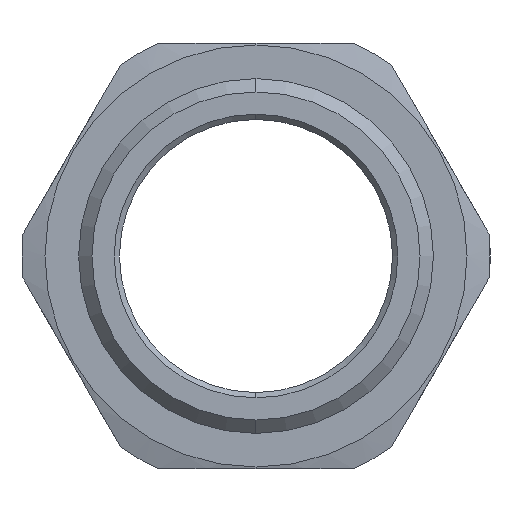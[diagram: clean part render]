
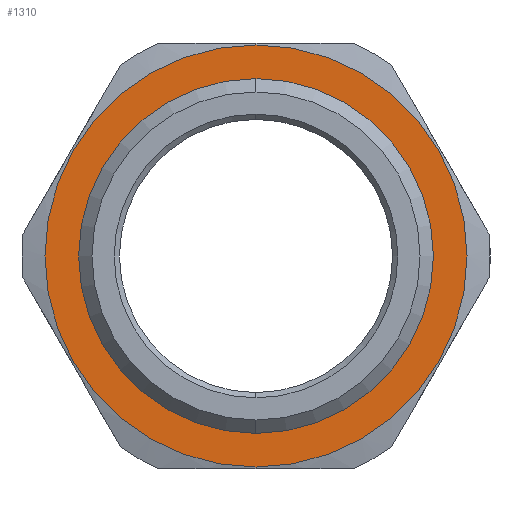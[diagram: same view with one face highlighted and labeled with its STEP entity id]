
A CAD part, left-side view. The second image highlights one B-rep face of the part: STEP entity #1310.
In plain terms, the highlighted planar face has unit normal (-1, 0, 0).
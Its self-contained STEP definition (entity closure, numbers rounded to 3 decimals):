
#256 = VERTEX_POINT ( 'NONE', #1971 ) ;
#680 = DIRECTION ( 'NONE',  ( 1., 0., 0. ) ) ;
#724 = CARTESIAN_POINT ( 'NONE',  ( 15.3, 0., 0. ) ) ;
#802 = CIRCLE ( 'NONE', #8934, 11.9 ) ;
#846 = EDGE_CURVE ( 'NONE', #256, #4456, #9295, .T. ) ;
#1117 = DIRECTION ( 'NONE',  ( 0., 0., -1. ) ) ;
#1232 = ORIENTED_EDGE ( 'NONE', *, *, #7014, .F. ) ;
#1310 = ADVANCED_FACE ( 'NONE', ( #3212, #4557 ), #5974, .F. ) ;
#1482 = DIRECTION ( 'NONE',  ( -1., 0., 0. ) ) ;
#1707 = VERTEX_POINT ( 'NONE', #2286 ) ;
#1971 = CARTESIAN_POINT ( 'NONE',  ( 15.3, 0., 11.9 ) ) ;
#2139 = CARTESIAN_POINT ( 'NONE',  ( 15.3, 0., 10. ) ) ;
#2286 = CARTESIAN_POINT ( 'NONE',  ( 15.3, 0., -10. ) ) ;
#2329 = ORIENTED_EDGE ( 'NONE', *, *, #4260, .F. ) ;
#2553 = VERTEX_POINT ( 'NONE', #2139 ) ;
#2657 = AXIS2_PLACEMENT_3D ( 'NONE', #3091, #6796, #3789 ) ;
#3091 = CARTESIAN_POINT ( 'NONE',  ( 15.3, 0., -13.7 ) ) ;
#3212 = FACE_OUTER_BOUND ( 'NONE', #4046, .T. ) ;
#3580 = DIRECTION ( 'NONE',  ( 0., 0., 1. ) ) ;
#3789 = DIRECTION ( 'NONE',  ( 0., 0., -1. ) ) ;
#3847 = AXIS2_PLACEMENT_3D ( 'NONE', #6066, #9055, #4631 ) ;
#4046 = EDGE_LOOP ( 'NONE', ( #2329, #5827 ) ) ;
#4260 = EDGE_CURVE ( 'NONE', #4456, #256, #802, .T. ) ;
#4456 = VERTEX_POINT ( 'NONE', #5519 ) ;
#4509 = DIRECTION ( 'NONE',  ( 0., 0., -1. ) ) ;
#4514 = AXIS2_PLACEMENT_3D ( 'NONE', #7382, #680, #4509 ) ;
#4557 = FACE_BOUND ( 'NONE', #7644, .T. ) ;
#4631 = DIRECTION ( 'NONE',  ( 0., 0., 1. ) ) ;
#5402 = DIRECTION ( 'NONE',  ( 1., 0., 0. ) ) ;
#5519 = CARTESIAN_POINT ( 'NONE',  ( 15.3, 0., -11.9 ) ) ;
#5827 = ORIENTED_EDGE ( 'NONE', *, *, #846, .F. ) ;
#5974 = PLANE ( 'NONE',  #2657 ) ;
#6066 = CARTESIAN_POINT ( 'NONE',  ( 15.3, 0., 0. ) ) ;
#6796 = DIRECTION ( 'NONE',  ( 1., 0., 0. ) ) ;
#6850 = EDGE_CURVE ( 'NONE', #1707, #2553, #9026, .T. ) ;
#7014 = EDGE_CURVE ( 'NONE', #2553, #1707, #8335, .T. ) ;
#7382 = CARTESIAN_POINT ( 'NONE',  ( 15.3, 0., 0. ) ) ;
#7644 = EDGE_LOOP ( 'NONE', ( #9023, #1232 ) ) ;
#8335 = CIRCLE ( 'NONE', #9081, 10. ) ;
#8934 = AXIS2_PLACEMENT_3D ( 'NONE', #9215, #5402, #1117 ) ;
#9023 = ORIENTED_EDGE ( 'NONE', *, *, #6850, .F. ) ;
#9026 = CIRCLE ( 'NONE', #3847, 10. ) ;
#9055 = DIRECTION ( 'NONE',  ( -1., 0., 0. ) ) ;
#9081 = AXIS2_PLACEMENT_3D ( 'NONE', #724, #1482, #3580 ) ;
#9215 = CARTESIAN_POINT ( 'NONE',  ( 15.3, 0., 0. ) ) ;
#9295 = CIRCLE ( 'NONE', #4514, 11.9 ) ;
